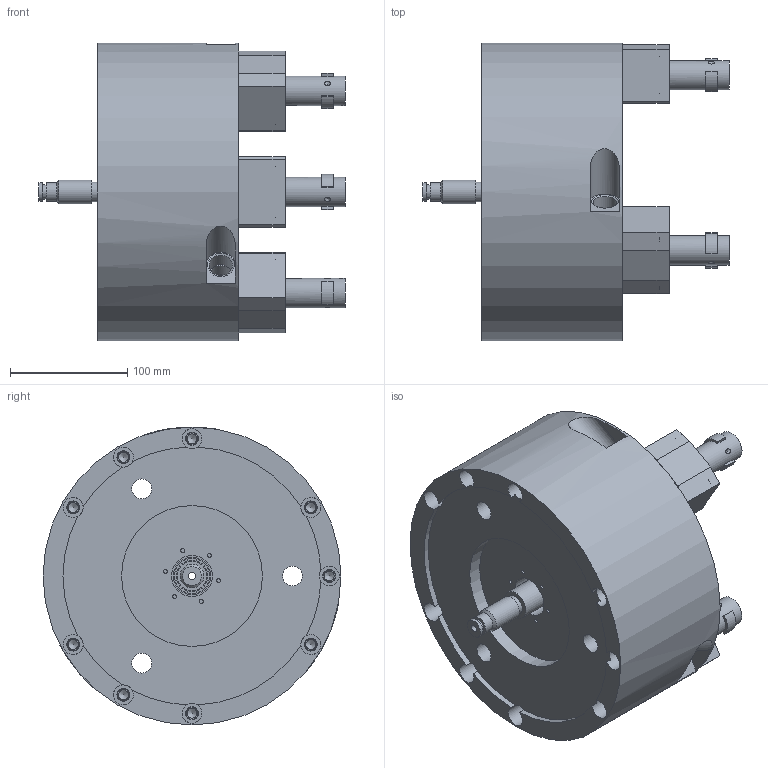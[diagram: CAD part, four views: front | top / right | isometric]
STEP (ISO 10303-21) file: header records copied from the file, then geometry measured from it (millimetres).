
FILE_DESCRIPTION(/* description */ ('Unknown'),/* implementation_level */ '2;1');
FILE_NAME(/* name */ 'FG10-Solid',/* time_stamp */ '2019-08-13T17:22:26+01:00',/* author */ ('Unknown'),/* organization */ ('Unknown'),/* preprocessor_version */ 'ST-DEVELOPER v16.7',/* originating_system */ 'DEX',/* authorisation */ $);
FILE_SCHEMA (('AUTOMOTIVE_DESIGN {1 0 10303 214 3 1 1}'));
Length unit declared in the file: millimetre
Products named in the file (1): FG10_ASSY
Bounding box: 261 x 254 x 254 mm (x, y, z)
Volume: 4281716.2 mm3; surface area: 470872.3 mm2
Topology: 1 solids, 1 shells, 535 faces, 1192 edges, 774 vertices
Faces by surface type: cylinder 230, plane 211, cone 79, bspline 15
Full cylindrical faces by diameter (mm): 3.3 x6, 4 x6, 5 x3, 6 x4, 6.8 x18, 7 x3, 8 x18, 8.5 x9, 9 x12, 10 x9, 11 x9, 11.5 x3, 12 x1, 14 x15, 15 x6, 16 x4, 17 x16, 18.5 x3, 20 x5, 24 x4, 25 x7, 26 x3, 27 x2, 30 x1, 32 x1, 34 x3, 35 x1, 38 x3, 56 x1, 64 x1
Entity records: 17909 total; most frequent: CARTESIAN_POINT 3544, DIRECTION 2277, ORIENTED_EDGE 1658, AXIS2_PLACEMENT_3D 1011, FACE_BOUND 983, EDGE_LOOP 944, EDGE_CURVE 829, VERTEX_POINT 712
